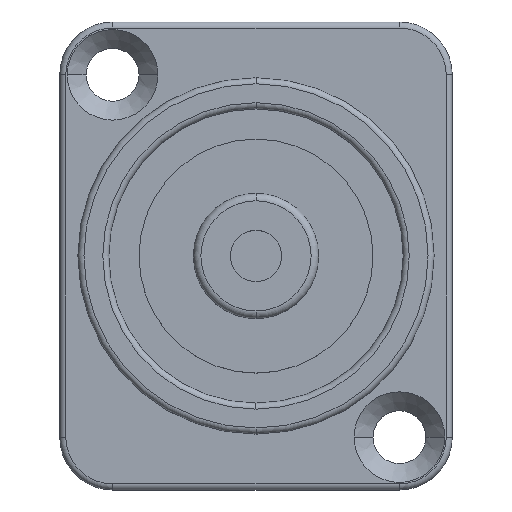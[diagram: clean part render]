
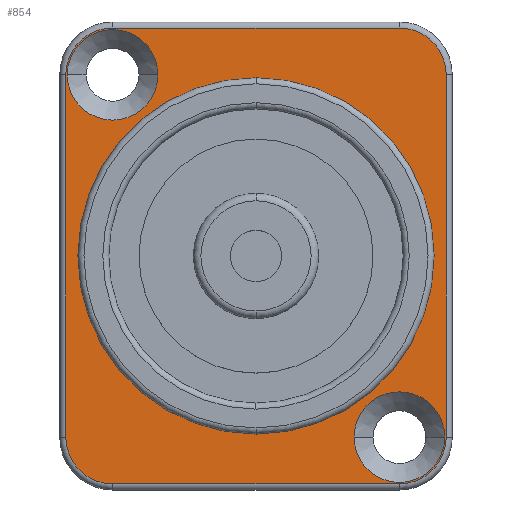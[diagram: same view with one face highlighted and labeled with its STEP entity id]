
A CAD part, top view. The second image highlights one B-rep face of the part: STEP entity #854.
In plain terms, the highlighted planar face has unit normal (0, 0, 1).
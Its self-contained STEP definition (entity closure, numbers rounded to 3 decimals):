
#1=CARTESIAN_POINT('',(9.5,-12.,2.));
#2=DIRECTION('',(0.,0.,-1.));
#3=DIRECTION('',(1.,0.,0.));
#4=AXIS2_PLACEMENT_3D('',#1,#2,#3);
#6=CARTESIAN_POINT('',(9.5,-12.,2.));
#7=DIRECTION('',(0.,0.,-1.));
#8=DIRECTION('',(-1.,0.,0.));
#9=AXIS2_PLACEMENT_3D('',#6,#7,#8);
#11=CARTESIAN_POINT('',(-9.5,12.,2.));
#12=DIRECTION('',(0.,0.,-1.));
#13=DIRECTION('',(1.,0.,0.));
#14=AXIS2_PLACEMENT_3D('',#11,#12,#13);
#16=CARTESIAN_POINT('',(-9.5,12.,2.));
#17=DIRECTION('',(0.,0.,-1.));
#18=DIRECTION('',(-1.,0.,0.));
#19=AXIS2_PLACEMENT_3D('',#16,#17,#18);
#21=CARTESIAN_POINT('',(9.5,-12.,2.));
#22=DIRECTION('',(0.,0.,1.));
#23=DIRECTION('',(0.,-1.,0.));
#24=AXIS2_PLACEMENT_3D('',#21,#22,#23);
#26=DIRECTION('',(1.,0.,0.));
#27=VECTOR('',#26,19.);
#28=CARTESIAN_POINT('',(-9.5,-15.1,2.));
#29=LINE('',#28,#27);
#30=CARTESIAN_POINT('',(-9.5,-12.,2.));
#31=DIRECTION('',(0.,0.,1.));
#32=DIRECTION('',(-1.,0.,0.));
#33=AXIS2_PLACEMENT_3D('',#30,#31,#32);
#35=DIRECTION('',(0.,-1.,0.));
#36=VECTOR('',#35,24.);
#37=CARTESIAN_POINT('',(-12.6,12.,2.));
#38=LINE('',#37,#36);
#39=CARTESIAN_POINT('',(-9.5,12.,2.));
#40=DIRECTION('',(0.,0.,1.));
#41=DIRECTION('',(0.,1.,0.));
#42=AXIS2_PLACEMENT_3D('',#39,#40,#41);
#44=DIRECTION('',(-1.,0.,0.));
#45=VECTOR('',#44,19.);
#46=CARTESIAN_POINT('',(9.5,15.1,2.));
#47=LINE('',#46,#45);
#48=CARTESIAN_POINT('',(9.5,12.,2.));
#49=DIRECTION('',(0.,0.,1.));
#50=DIRECTION('',(1.,0.,0.));
#51=AXIS2_PLACEMENT_3D('',#48,#49,#50);
#53=DIRECTION('',(0.,1.,0.));
#54=VECTOR('',#53,24.);
#55=CARTESIAN_POINT('',(12.6,-12.,2.));
#56=LINE('',#55,#54);
#62=CARTESIAN_POINT('',(0.,0.,2.));
#63=DIRECTION('',(0.,0.,-1.));
#64=DIRECTION('',(0.,-1.,0.));
#65=AXIS2_PLACEMENT_3D('',#62,#63,#64);
#248=CARTESIAN_POINT('',(0.,0.,2.));
#249=DIRECTION('',(0.,0.,1.));
#250=DIRECTION('',(0.,-1.,0.));
#251=AXIS2_PLACEMENT_3D('',#248,#249,#250);
#649=CARTESIAN_POINT('',(0.,-11.8,2.));
#650=CARTESIAN_POINT('',(0.,11.8,2.));
#651=VERTEX_POINT('',#649);
#652=VERTEX_POINT('',#650);
#697=CARTESIAN_POINT('',(12.5,-12.,2.));
#698=CARTESIAN_POINT('',(6.5,-12.,2.));
#699=VERTEX_POINT('',#697);
#700=VERTEX_POINT('',#698);
#705=CARTESIAN_POINT('',(-6.5,12.,2.));
#706=CARTESIAN_POINT('',(-12.5,12.,2.));
#707=VERTEX_POINT('',#705);
#708=VERTEX_POINT('',#706);
#713=CARTESIAN_POINT('',(9.5,-15.1,2.));
#714=CARTESIAN_POINT('',(12.6,-12.,2.));
#715=VERTEX_POINT('',#713);
#716=VERTEX_POINT('',#714);
#721=CARTESIAN_POINT('',(12.6,12.,2.));
#722=VERTEX_POINT('',#721);
#725=CARTESIAN_POINT('',(9.5,15.1,2.));
#726=VERTEX_POINT('',#725);
#729=CARTESIAN_POINT('',(-9.5,15.1,2.));
#730=VERTEX_POINT('',#729);
#733=CARTESIAN_POINT('',(-12.6,12.,2.));
#734=VERTEX_POINT('',#733);
#737=CARTESIAN_POINT('',(-12.6,-12.,2.));
#738=VERTEX_POINT('',#737);
#741=CARTESIAN_POINT('',(-9.5,-15.1,2.));
#742=VERTEX_POINT('',#741);
#813=CARTESIAN_POINT('',(0.,0.,2.));
#814=DIRECTION('',(0.,0.,-1.));
#815=DIRECTION('',(0.,1.,0.));
#816=AXIS2_PLACEMENT_3D('',#813,#814,#815);
#817=PLANE('',#816);
#819=ORIENTED_EDGE('',*,*,#818,.F.);
#821=ORIENTED_EDGE('',*,*,#820,.F.);
#823=ORIENTED_EDGE('',*,*,#822,.F.);
#825=ORIENTED_EDGE('',*,*,#824,.F.);
#827=ORIENTED_EDGE('',*,*,#826,.F.);
#829=ORIENTED_EDGE('',*,*,#828,.F.);
#831=ORIENTED_EDGE('',*,*,#830,.F.);
#833=ORIENTED_EDGE('',*,*,#832,.F.);
#834=EDGE_LOOP('',(#819,#821,#823,#825,#827,#829,#831,#833));
#835=FACE_OUTER_BOUND('',#834,.F.);
#837=ORIENTED_EDGE('',*,*,#836,.F.);
#839=ORIENTED_EDGE('',*,*,#838,.T.);
#840=EDGE_LOOP('',(#837,#839));
#841=FACE_BOUND('',#840,.F.);
#843=ORIENTED_EDGE('',*,*,#842,.F.);
#845=ORIENTED_EDGE('',*,*,#844,.F.);
#846=EDGE_LOOP('',(#843,#845));
#847=FACE_BOUND('',#846,.F.);
#849=ORIENTED_EDGE('',*,*,#848,.F.);
#851=ORIENTED_EDGE('',*,*,#850,.F.);
#852=EDGE_LOOP('',(#849,#851));
#853=FACE_BOUND('',#852,.F.);
#854=ADVANCED_FACE('',(#835,#841,#847,#853),#817,.F.);
#5=CIRCLE('',#4,3.);
#10=CIRCLE('',#9,3.);
#15=CIRCLE('',#14,3.);
#20=CIRCLE('',#19,3.);
#25=CIRCLE('',#24,3.1);
#34=CIRCLE('',#33,3.1);
#43=CIRCLE('',#42,3.1);
#52=CIRCLE('',#51,3.1);
#66=CIRCLE('',#65,11.8);
#252=CIRCLE('',#251,11.8);
#818=EDGE_CURVE('',#715,#716,#25,.T.);
#820=EDGE_CURVE('',#742,#715,#29,.T.);
#822=EDGE_CURVE('',#738,#742,#34,.T.);
#824=EDGE_CURVE('',#734,#738,#38,.T.);
#826=EDGE_CURVE('',#730,#734,#43,.T.);
#828=EDGE_CURVE('',#726,#730,#47,.T.);
#830=EDGE_CURVE('',#722,#726,#52,.T.);
#832=EDGE_CURVE('',#716,#722,#56,.T.);
#836=EDGE_CURVE('',#651,#652,#66,.T.);
#838=EDGE_CURVE('',#651,#652,#252,.T.);
#842=EDGE_CURVE('',#699,#700,#5,.T.);
#844=EDGE_CURVE('',#700,#699,#10,.T.);
#848=EDGE_CURVE('',#707,#708,#15,.T.);
#850=EDGE_CURVE('',#708,#707,#20,.T.);
